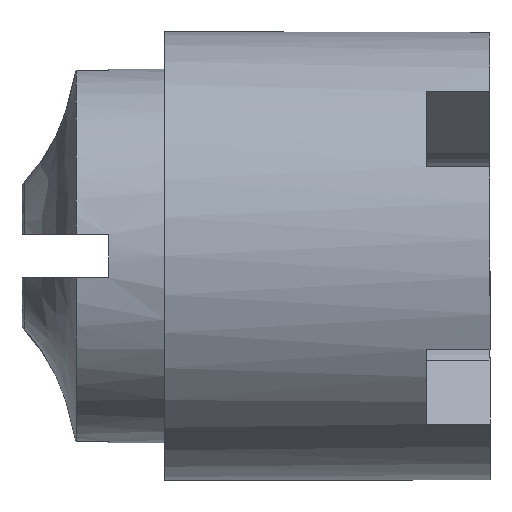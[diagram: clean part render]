
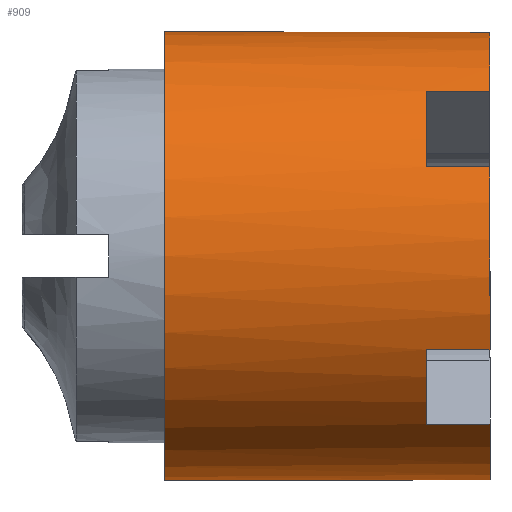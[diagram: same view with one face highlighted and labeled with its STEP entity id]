
A CAD part, left-side view. The second image highlights one B-rep face of the part: STEP entity #909.
In plain terms, the highlighted cylindrical face has radius 12 mm (diameter 24 mm), a full revolution.
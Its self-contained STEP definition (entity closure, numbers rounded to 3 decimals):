
#21=CYLINDRICAL_SURFACE('',#993,12.);
#38=CIRCLE('',#948,12.);
#40=CIRCLE('',#950,12.);
#41=CIRCLE('',#951,12.);
#43=CIRCLE('',#953,12.);
#45=CIRCLE('',#955,12.);
#47=CIRCLE('',#957,12.);
#50=CIRCLE('',#965,12.);
#52=CIRCLE('',#971,12.);
#54=CIRCLE('',#977,12.);
#56=CIRCLE('',#983,12.);
#58=CIRCLE('',#989,12.);
#59=CIRCLE('',#991,12.);
#102=LINE('',#2356,#170);
#103=LINE('',#2359,#171);
#108=LINE('',#2372,#176);
#109=LINE('',#2375,#177);
#114=LINE('',#2388,#182);
#115=LINE('',#2391,#183);
#120=LINE('',#2404,#188);
#121=LINE('',#2407,#189);
#126=LINE('',#2420,#194);
#127=LINE('',#2423,#195);
#130=LINE('',#2437,#198);
#170=VECTOR('',#1094,10.);
#171=VECTOR('',#1097,10.);
#176=VECTOR('',#1112,10.);
#177=VECTOR('',#1115,10.);
#182=VECTOR('',#1130,10.);
#183=VECTOR('',#1133,10.);
#188=VECTOR('',#1148,10.);
#189=VECTOR('',#1151,10.);
#194=VECTOR('',#1166,10.);
#195=VECTOR('',#1169,10.);
#198=VECTOR('',#1188,12.);
#276=FACE_OUTER_BOUND('',#327,.T.);
#327=EDGE_LOOP('',(#765,#766,#767,#768,#769,#770,#771,#772,#773,#774,#775,
#776,#777,#778,#779,#780,#781,#782,#783,#784,#785,#786,#787,#788));
#406=VERTEX_POINT('',#2305);
#409=VERTEX_POINT('',#2310);
#410=VERTEX_POINT('',#2312);
#413=VERTEX_POINT('',#2318);
#414=VERTEX_POINT('',#2320);
#415=VERTEX_POINT('',#2322);
#418=VERTEX_POINT('',#2328);
#419=VERTEX_POINT('',#2330);
#422=VERTEX_POINT('',#2336);
#423=VERTEX_POINT('',#2338);
#426=VERTEX_POINT('',#2344);
#429=VERTEX_POINT('',#2354);
#430=VERTEX_POINT('',#2358);
#433=VERTEX_POINT('',#2370);
#434=VERTEX_POINT('',#2374);
#437=VERTEX_POINT('',#2386);
#438=VERTEX_POINT('',#2390);
#441=VERTEX_POINT('',#2402);
#442=VERTEX_POINT('',#2406);
#445=VERTEX_POINT('',#2418);
#446=VERTEX_POINT('',#2422);
#448=VERTEX_POINT('',#2432);
#509=EDGE_CURVE('',#410,#409,#38,.T.);
#513=EDGE_CURVE('',#414,#413,#40,.T.);
#514=EDGE_CURVE('',#415,#414,#41,.T.);
#518=EDGE_CURVE('',#419,#418,#43,.T.);
#522=EDGE_CURVE('',#423,#422,#45,.T.);
#526=EDGE_CURVE('',#406,#426,#47,.T.);
#531=EDGE_CURVE('',#409,#429,#102,.T.);
#532=EDGE_CURVE('',#406,#430,#103,.T.);
#536=EDGE_CURVE('',#430,#429,#50,.T.);
#539=EDGE_CURVE('',#413,#433,#108,.T.);
#540=EDGE_CURVE('',#410,#434,#109,.T.);
#544=EDGE_CURVE('',#434,#433,#52,.T.);
#547=EDGE_CURVE('',#426,#437,#114,.T.);
#548=EDGE_CURVE('',#423,#438,#115,.T.);
#552=EDGE_CURVE('',#438,#437,#54,.T.);
#555=EDGE_CURVE('',#418,#441,#120,.T.);
#556=EDGE_CURVE('',#415,#442,#121,.T.);
#560=EDGE_CURVE('',#442,#441,#56,.T.);
#563=EDGE_CURVE('',#422,#445,#126,.T.);
#564=EDGE_CURVE('',#419,#446,#127,.T.);
#568=EDGE_CURVE('',#446,#445,#58,.T.);
#569=EDGE_CURVE('',#448,#448,#59,.T.);
#571=EDGE_CURVE('',#448,#414,#130,.T.);
#765=ORIENTED_EDGE('',*,*,#569,.F.);
#766=ORIENTED_EDGE('',*,*,#571,.T.);
#767=ORIENTED_EDGE('',*,*,#513,.T.);
#768=ORIENTED_EDGE('',*,*,#539,.T.);
#769=ORIENTED_EDGE('',*,*,#544,.F.);
#770=ORIENTED_EDGE('',*,*,#540,.F.);
#771=ORIENTED_EDGE('',*,*,#509,.T.);
#772=ORIENTED_EDGE('',*,*,#531,.T.);
#773=ORIENTED_EDGE('',*,*,#536,.F.);
#774=ORIENTED_EDGE('',*,*,#532,.F.);
#775=ORIENTED_EDGE('',*,*,#526,.T.);
#776=ORIENTED_EDGE('',*,*,#547,.T.);
#777=ORIENTED_EDGE('',*,*,#552,.F.);
#778=ORIENTED_EDGE('',*,*,#548,.F.);
#779=ORIENTED_EDGE('',*,*,#522,.T.);
#780=ORIENTED_EDGE('',*,*,#563,.T.);
#781=ORIENTED_EDGE('',*,*,#568,.F.);
#782=ORIENTED_EDGE('',*,*,#564,.F.);
#783=ORIENTED_EDGE('',*,*,#518,.T.);
#784=ORIENTED_EDGE('',*,*,#555,.T.);
#785=ORIENTED_EDGE('',*,*,#560,.F.);
#786=ORIENTED_EDGE('',*,*,#556,.F.);
#787=ORIENTED_EDGE('',*,*,#514,.T.);
#788=ORIENTED_EDGE('',*,*,#571,.F.);
#909=ADVANCED_FACE('',(#276),#21,.T.);
#948=AXIS2_PLACEMENT_3D('',#2313,#1057,#1058);
#950=AXIS2_PLACEMENT_3D('',#2321,#1063,#1064);
#951=AXIS2_PLACEMENT_3D('',#2323,#1065,#1066);
#953=AXIS2_PLACEMENT_3D('',#2331,#1071,#1072);
#955=AXIS2_PLACEMENT_3D('',#2339,#1077,#1078);
#957=AXIS2_PLACEMENT_3D('',#2346,#1083,#1084);
#965=AXIS2_PLACEMENT_3D('',#2366,#1106,#1107);
#971=AXIS2_PLACEMENT_3D('',#2382,#1124,#1125);
#977=AXIS2_PLACEMENT_3D('',#2398,#1142,#1143);
#983=AXIS2_PLACEMENT_3D('',#2414,#1160,#1161);
#989=AXIS2_PLACEMENT_3D('',#2430,#1178,#1179);
#991=AXIS2_PLACEMENT_3D('',#2433,#1182,#1183);
#993=AXIS2_PLACEMENT_3D('',#2436,#1186,#1187);
#1057=DIRECTION('center_axis',(0.,1.,0.));
#1058=DIRECTION('ref_axis',(-1.,0.,0.));
#1063=DIRECTION('center_axis',(0.,1.,0.));
#1064=DIRECTION('ref_axis',(-1.,0.,0.));
#1065=DIRECTION('center_axis',(0.,1.,0.));
#1066=DIRECTION('ref_axis',(-1.,0.,0.));
#1071=DIRECTION('center_axis',(0.,1.,0.));
#1072=DIRECTION('ref_axis',(-1.,0.,0.));
#1077=DIRECTION('center_axis',(0.,1.,0.));
#1078=DIRECTION('ref_axis',(-1.,0.,0.));
#1083=DIRECTION('center_axis',(0.,1.,0.));
#1084=DIRECTION('ref_axis',(-1.,0.,0.));
#1094=DIRECTION('',(0.,-1.,0.));
#1097=DIRECTION('',(0.,-1.,0.));
#1106=DIRECTION('center_axis',(0.,-1.,0.));
#1107=DIRECTION('ref_axis',(-1.,0.,0.));
#1112=DIRECTION('',(0.,-1.,0.));
#1115=DIRECTION('',(0.,-1.,0.));
#1124=DIRECTION('center_axis',(0.,-1.,0.));
#1125=DIRECTION('ref_axis',(-1.,0.,0.));
#1130=DIRECTION('',(0.,-1.,0.));
#1133=DIRECTION('',(0.,-1.,0.));
#1142=DIRECTION('center_axis',(0.,-1.,0.));
#1143=DIRECTION('ref_axis',(-1.,0.,0.));
#1148=DIRECTION('',(0.,-1.,0.));
#1151=DIRECTION('',(0.,-1.,0.));
#1160=DIRECTION('center_axis',(0.,-1.,0.));
#1161=DIRECTION('ref_axis',(-1.,0.,0.));
#1166=DIRECTION('',(0.,-1.,0.));
#1169=DIRECTION('',(0.,-1.,0.));
#1178=DIRECTION('center_axis',(0.,-1.,0.));
#1179=DIRECTION('ref_axis',(-1.,0.,0.));
#1182=DIRECTION('center_axis',(0.,1.,0.));
#1183=DIRECTION('ref_axis',(-1.,0.,0.));
#1186=DIRECTION('center_axis',(0.,1.,0.));
#1187=DIRECTION('ref_axis',(-1.,0.,0.));
#1188=DIRECTION('',(0.,-1.,0.));
#2305=CARTESIAN_POINT('',(-7.942,3.,-8.996));
#2310=CARTESIAN_POINT('',(1.405,3.,-11.917));
#2312=CARTESIAN_POINT('',(6.101,3.,-10.333));
#2313=CARTESIAN_POINT('Origin',(0.,3.,0.));
#2318=CARTESIAN_POINT('',(11.768,3.,-2.346));
#2320=CARTESIAN_POINT('',(12.,3.,0.));
#2321=CARTESIAN_POINT('Origin',(0.,3.,0.));
#2322=CARTESIAN_POINT('',(11.713,3.,2.609));
#2323=CARTESIAN_POINT('Origin',(0.,3.,0.));
#2328=CARTESIAN_POINT('',(5.868,3.,10.467));
#2330=CARTESIAN_POINT('',(1.138,3.,11.946));
#2331=CARTESIAN_POINT('Origin',(0.,3.,0.));
#2336=CARTESIAN_POINT('',(-8.142,3.,8.815));
#2338=CARTESIAN_POINT('',(-11.01,3.,4.774));
#2339=CARTESIAN_POINT('Origin',(0.,3.,0.));
#2344=CARTESIAN_POINT('',(-10.9,3.,-5.019));
#2346=CARTESIAN_POINT('Origin',(0.,3.,0.));
#2354=CARTESIAN_POINT('',(1.405,-0.4,-11.917));
#2356=CARTESIAN_POINT('',(1.405,3.,-11.917));
#2358=CARTESIAN_POINT('',(-7.942,-0.4,-8.996));
#2359=CARTESIAN_POINT('',(-7.942,3.,-8.996));
#2366=CARTESIAN_POINT('Origin',(0.,-0.4,
0.));
#2370=CARTESIAN_POINT('',(11.768,-0.4,-2.346));
#2372=CARTESIAN_POINT('',(11.768,3.,-2.346));
#2374=CARTESIAN_POINT('',(6.101,-0.4,-10.333));
#2375=CARTESIAN_POINT('',(6.101,3.,-10.333));
#2382=CARTESIAN_POINT('Origin',(0.,-0.4,
0.));
#2386=CARTESIAN_POINT('',(-10.9,-0.4,-5.019));
#2388=CARTESIAN_POINT('',(-10.9,3.,-5.019));
#2390=CARTESIAN_POINT('',(-11.01,-0.4,4.774));
#2391=CARTESIAN_POINT('',(-11.01,3.,4.774));
#2398=CARTESIAN_POINT('Origin',(0.,-0.4,
0.));
#2402=CARTESIAN_POINT('',(5.868,-0.4,10.467));
#2404=CARTESIAN_POINT('',(5.868,3.,10.467));
#2406=CARTESIAN_POINT('',(11.713,-0.4,2.609));
#2407=CARTESIAN_POINT('',(11.713,3.,2.609));
#2414=CARTESIAN_POINT('Origin',(0.,-0.4,
0.));
#2418=CARTESIAN_POINT('',(-8.142,-0.4,8.815));
#2420=CARTESIAN_POINT('',(-8.142,3.,8.815));
#2422=CARTESIAN_POINT('',(1.138,-0.4,11.946));
#2423=CARTESIAN_POINT('',(1.138,3.,11.946));
#2430=CARTESIAN_POINT('Origin',(0.,-0.4,
0.));
#2432=CARTESIAN_POINT('',(12.,17.,0.));
#2433=CARTESIAN_POINT('Origin',(0.,17.,0.));
#2436=CARTESIAN_POINT('Origin',(0.,3.,0.));
#2437=CARTESIAN_POINT('',(12.,3.,0.));
